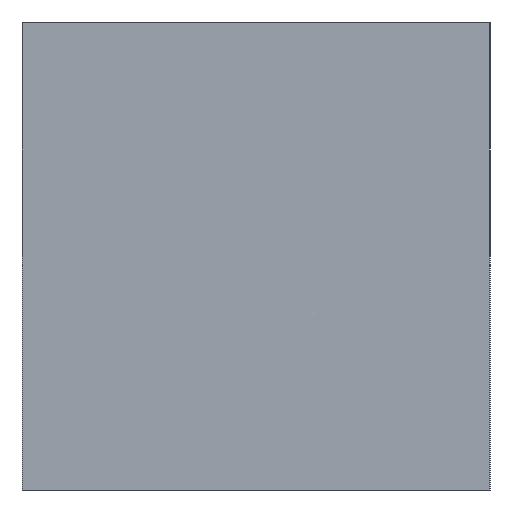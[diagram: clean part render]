
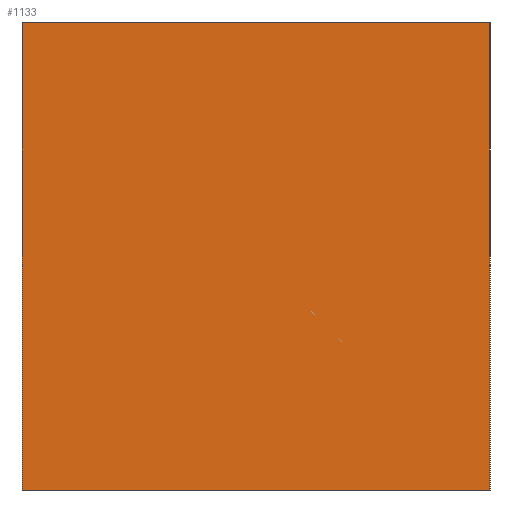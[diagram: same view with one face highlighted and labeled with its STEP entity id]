
A CAD part, left-side view. The second image highlights one B-rep face of the part: STEP entity #1133.
In plain terms, the highlighted planar face has unit normal (-1, 0, 0).
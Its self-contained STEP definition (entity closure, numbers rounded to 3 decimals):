
#847=VERTEX_POINT('',#2257);
#1133=ADVANCED_FACE('',(#2582),#2583,.T.);
#1307=VERTEX_POINT('',#2779);
#1521=EDGE_CURVE('',#1307,#1859,#3022,.T.);
#1639=VERTEX_POINT('',#3153);
#1815=EDGE_CURVE('',#1859,#847,#3351,.T.);
#1859=VERTEX_POINT('',#3399);
#2009=EDGE_CURVE('',#847,#1639,#3568,.T.);
#2025=EDGE_CURVE('',#1307,#1639,#3589,.T.);
#2257=CARTESIAN_POINT('',(-34.5,-15.0,30.0));
#2582=FACE_OUTER_BOUND('',#4275,.T.);
#2583=PLANE('',#4276);
#2779=CARTESIAN_POINT('',(-34.5,15.0,0.0));
#3022=LINE('',#4828,#4829);
#3153=CARTESIAN_POINT('',(-34.5,15.0,30.0));
#3351=LINE('',#5265,#5266);
#3399=CARTESIAN_POINT('',(-34.5,-15.0,0.0));
#3568=LINE('',#5550,#5551);
#3589=LINE('',#5577,#5578);
#4275=EDGE_LOOP('',(#6344,#6345,#6346,#6347));
#4276=AXIS2_PLACEMENT_3D('',#6348,#6349,#6350);
#4828=CARTESIAN_POINT('',(-34.5,15.0,0.0));
#4829=VECTOR('',#6980,1.0);
#5265=CARTESIAN_POINT('',(-34.5,-15.0,0.0));
#5266=VECTOR('',#7410,1.0);
#5550=CARTESIAN_POINT('',(-34.5,15.0,30.0));
#5551=VECTOR('',#7712,1.0);
#5577=CARTESIAN_POINT('',(-34.5,15.0,0.0));
#5578=VECTOR('',#7742,1.0);
#6344=ORIENTED_EDGE('',*,*,#2009,.T.);
#6345=ORIENTED_EDGE('',*,*,#2025,.F.);
#6346=ORIENTED_EDGE('',*,*,#1521,.T.);
#6347=ORIENTED_EDGE('',*,*,#1815,.T.);
#6348=CARTESIAN_POINT('',(-34.5,-15.0,0.0));
#6349=DIRECTION('',(-1.0,0.0,0.0));
#6350=DIRECTION('',(0.0,0.0,1.0));
#6980=DIRECTION('',(0.0,-1.0,0.0));
#7410=DIRECTION('',(0.0,0.0,1.0));
#7712=DIRECTION('',(0.0,1.0,0.0));
#7742=DIRECTION('',(0.0,0.0,1.0));
